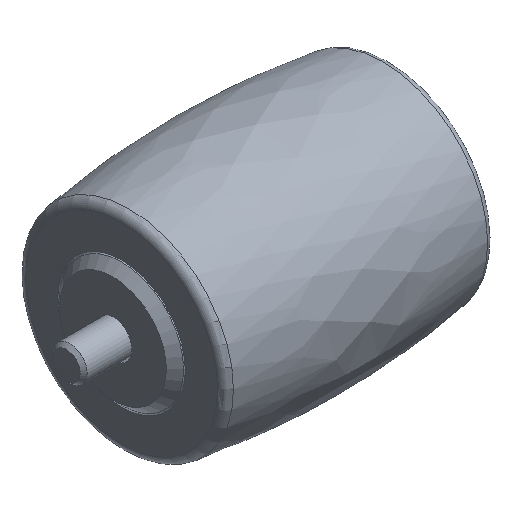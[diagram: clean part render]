
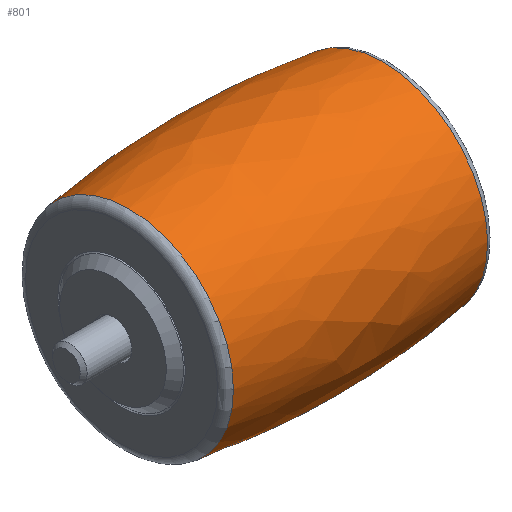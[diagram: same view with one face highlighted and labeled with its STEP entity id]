
A CAD part, isometric view. The second image highlights one B-rep face of the part: STEP entity #801.
In plain terms, the highlighted free-form (B-spline) face has degree [2, 2] with [3, 9] control points.
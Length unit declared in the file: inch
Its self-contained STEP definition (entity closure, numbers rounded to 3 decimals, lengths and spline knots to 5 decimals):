
#23=(
BOUNDED_SURFACE()
B_SPLINE_SURFACE(2,2,((#1540,#1541,#1542,#1543,#1544,#1545,#1546,#1547,
#1548),(#1549,#1550,#1551,#1552,#1553,#1554,#1555,#1556,#1557),(#1558,#1559,
#1560,#1561,#1562,#1563,#1564,#1565,#1566)),.UNSPECIFIED.,.F.,.T.,.F.)
B_SPLINE_SURFACE_WITH_KNOTS((3,3),(3,2,2,2,3),(-0.14801,0.14801),
(-3.14159,-1.5708,0.,1.5708,3.14159),
 .UNSPECIFIED.)
GEOMETRIC_REPRESENTATION_ITEM()
RATIONAL_B_SPLINE_SURFACE(((1.,0.707,1.,0.707,1.,
0.707,1.,0.707,1.),(0.989,0.699,
0.989,0.699,0.989,0.699,
0.989,0.699,0.989),(1.,0.707,
1.,0.707,1.,0.707,1.,0.707,1.)))
REPRESENTATION_ITEM('')
SURFACE()
);
#103=FACE_OUTER_BOUND('',#150,.T.);
#150=EDGE_LOOP('',(#678,#679,#680,#681,#682,#683));
#274=CIRCLE('',#1012,0.2388);
#276=CIRCLE('',#1014,0.2388);
#280=CIRCLE('',#1021,0.2388);
#281=CIRCLE('',#1022,0.2388);
#282=CIRCLE('',#1023,1.9685);
#359=VERTEX_POINT('',#1524);
#360=VERTEX_POINT('',#1525);
#366=VERTEX_POINT('',#1567);
#367=VERTEX_POINT('',#1568);
#466=EDGE_CURVE('',#359,#360,#274,.T.);
#468=EDGE_CURVE('',#360,#359,#276,.T.);
#474=EDGE_CURVE('',#366,#367,#280,.T.);
#475=EDGE_CURVE('',#367,#366,#281,.T.);
#476=EDGE_CURVE('',#367,#360,#282,.T.);
#678=ORIENTED_EDGE('',*,*,#474,.F.);
#679=ORIENTED_EDGE('',*,*,#475,.F.);
#680=ORIENTED_EDGE('',*,*,#476,.T.);
#681=ORIENTED_EDGE('',*,*,#466,.F.);
#682=ORIENTED_EDGE('',*,*,#468,.F.);
#683=ORIENTED_EDGE('',*,*,#476,.F.);
#801=ADVANCED_FACE('',(#103),#23,.T.);
#1012=AXIS2_PLACEMENT_3D('',#1526,#1268,#1269);
#1014=AXIS2_PLACEMENT_3D('',#1528,#1272,#1273);
#1021=AXIS2_PLACEMENT_3D('',#1569,#1286,#1287);
#1022=AXIS2_PLACEMENT_3D('',#1570,#1288,#1289);
#1023=AXIS2_PLACEMENT_3D('',#1571,#1290,#1291);
#1268=DIRECTION('center_axis',(-1.,0.,0.));
#1269=DIRECTION('ref_axis',(0.,1.,0.));
#1272=DIRECTION('center_axis',(-1.,0.,0.));
#1273=DIRECTION('ref_axis',(0.,1.,0.));
#1286=DIRECTION('center_axis',(1.,0.,0.));
#1287=DIRECTION('ref_axis',(0.,-1.,0.));
#1288=DIRECTION('center_axis',(1.,0.,0.));
#1289=DIRECTION('ref_axis',(0.,-1.,0.));
#1290=DIRECTION('center_axis',(0.,1.,0.));
#1291=DIRECTION('ref_axis',(0.,0.,
-1.));
#1524=CARTESIAN_POINT('',(-0.2903,0.,0.2388));
#1525=CARTESIAN_POINT('',(-0.2903,0.,-0.2388));
#1526=CARTESIAN_POINT('Origin',(-0.2903,0.,
0.));
#1528=CARTESIAN_POINT('Origin',(-0.2903,0.,
0.));
#1540=CARTESIAN_POINT('Ctrl Pts',(-0.2903,0.,
-0.2388));
#1541=CARTESIAN_POINT('Ctrl Pts',(-0.2903,-0.2388,
-0.2388));
#1542=CARTESIAN_POINT('Ctrl Pts',(-0.2903,-0.2388,
0.));
#1543=CARTESIAN_POINT('Ctrl Pts',(-0.2903,-0.2388,
0.2388));
#1544=CARTESIAN_POINT('Ctrl Pts',(-0.2903,0.,
0.2388));
#1545=CARTESIAN_POINT('Ctrl Pts',(-0.2903,0.2388,0.2388));
#1546=CARTESIAN_POINT('Ctrl Pts',(-0.2903,0.2388,0.));
#1547=CARTESIAN_POINT('Ctrl Pts',(-0.2903,0.2388,-0.2388));
#1548=CARTESIAN_POINT('Ctrl Pts',(-0.2903,0.,
-0.2388));
#1549=CARTESIAN_POINT('Ctrl Pts',(0.,0.,
-0.28208));
#1550=CARTESIAN_POINT('Ctrl Pts',(0.,-0.28208,
-0.28208));
#1551=CARTESIAN_POINT('Ctrl Pts',(0.,-0.28208,
0.));
#1552=CARTESIAN_POINT('Ctrl Pts',(0.,-0.28208,
0.28208));
#1553=CARTESIAN_POINT('Ctrl Pts',(0.,0.,
0.28208));
#1554=CARTESIAN_POINT('Ctrl Pts',(0.,0.28208,
0.28208));
#1555=CARTESIAN_POINT('Ctrl Pts',(0.,0.28208,
0.));
#1556=CARTESIAN_POINT('Ctrl Pts',(0.,0.28208,
-0.28208));
#1557=CARTESIAN_POINT('Ctrl Pts',(0.,0.,
-0.28208));
#1558=CARTESIAN_POINT('Ctrl Pts',(0.2903,0.,
-0.2388));
#1559=CARTESIAN_POINT('Ctrl Pts',(0.2903,-0.2388,
-0.2388));
#1560=CARTESIAN_POINT('Ctrl Pts',(0.2903,-0.2388,
0.));
#1561=CARTESIAN_POINT('Ctrl Pts',(0.2903,-0.2388,
0.2388));
#1562=CARTESIAN_POINT('Ctrl Pts',(0.2903,0.,
0.2388));
#1563=CARTESIAN_POINT('Ctrl Pts',(0.2903,0.2388,0.2388));
#1564=CARTESIAN_POINT('Ctrl Pts',(0.2903,0.2388,0.));
#1565=CARTESIAN_POINT('Ctrl Pts',(0.2903,0.2388,-0.2388));
#1566=CARTESIAN_POINT('Ctrl Pts',(0.2903,0.,
-0.2388));
#1567=CARTESIAN_POINT('',(0.2903,-0.23878,0.00284));
#1568=CARTESIAN_POINT('',(0.2903,0.,-0.2388));
#1569=CARTESIAN_POINT('Origin',(0.2903,0.,
0.));
#1570=CARTESIAN_POINT('Origin',(0.2903,0.,
0.));
#1571=CARTESIAN_POINT('Origin',(0.,0.,
1.70818));
